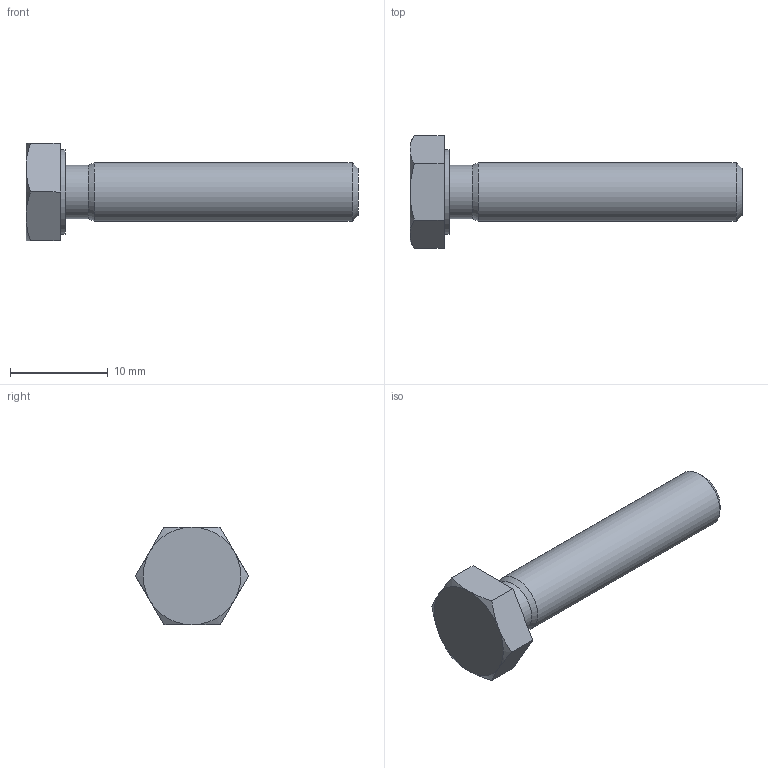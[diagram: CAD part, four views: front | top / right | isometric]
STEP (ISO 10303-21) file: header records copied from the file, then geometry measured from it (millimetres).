
FILE_DESCRIPTION(/* description */ ('Vite a testa esagonale'),/* implementation_level */ '2;1');
FILE_NAME(/* name */ 'DIN 933 - sostituito da DIN EN 24017 M6 x 30_ipt_c1d661c2.STEP',/* time_stamp */ '2020-02-10T12:18:26+01:00',/* author */ ('socci'),/* organization */ (''),/* preprocessor_version */ 'ST-DEVELOPER v18',/* originating_system */ 'Autodesk Inventor 2020',/* authorisation */ '');
FILE_SCHEMA (('AUTOMOTIVE_DESIGN { 1 0 10303 214 3 1 1 }'));
Length unit declared in the file: millimetre
Products named in the file (1): DIN 933 - M6  x 30
Bounding box: 34 x 11.55 x 10 mm (x, y, z)
Volume: 1163.5 mm3; surface area: 863.6 mm2
Topology: 1 solids, 1 shells, 21 faces, 48 edges, 31 vertices
Faces by surface type: plane 10, cone 8, cylinder 3
Full cylindrical faces by diameter (mm): 5.459 x1, 6 x1, 8.7 x1
Entity records: 626 total; most frequent: CARTESIAN_POINT 125, DIRECTION 99, ORIENTED_EDGE 96, EDGE_CURVE 48, AXIS2_PLACEMENT_3D 41, VERTEX_POINT 31, EDGE_LOOP 23, FACE_OUTER_BOUND 21
